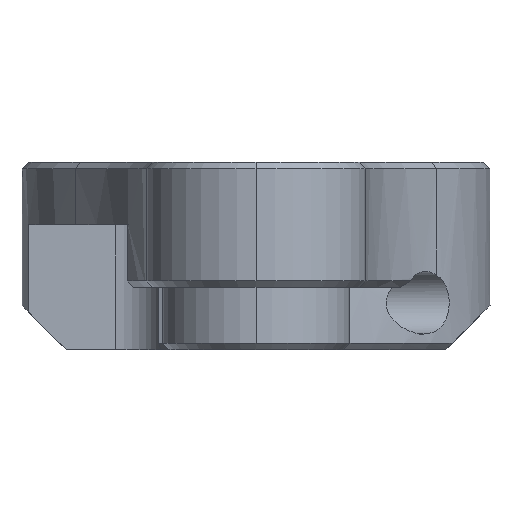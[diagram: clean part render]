
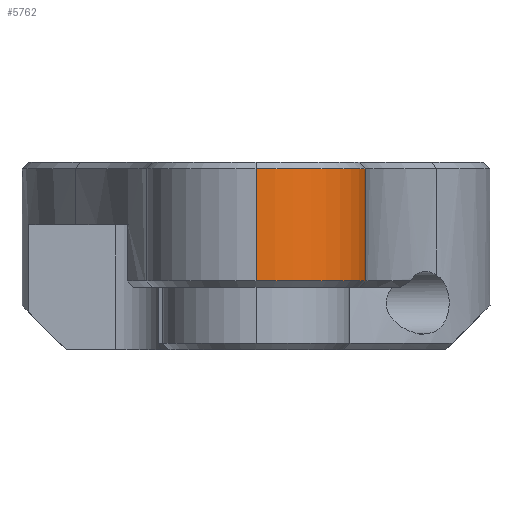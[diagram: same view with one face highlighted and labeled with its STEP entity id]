
A CAD part, left-side view. The second image highlights one B-rep face of the part: STEP entity #5762.
In plain terms, the highlighted cylindrical face has radius 3.5 mm (diameter 7 mm), a partial arc.
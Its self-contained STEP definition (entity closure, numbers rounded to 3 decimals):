
#16 = CARTESIAN_POINT ( 'NONE',  ( -27.5, 0., 2.2 ) ) ;
#17 = CARTESIAN_POINT ( 'NONE',  ( -24., -3.5, 6. ) ) ;
#27 = CARTESIAN_POINT ( 'NONE',  ( -24., -3.5, 2.2 ) ) ;
#91 = CARTESIAN_POINT ( 'NONE',  ( -24., 0., 6. ) ) ;
#709 = EDGE_CURVE ( 'NONE', #5758, #5829, #4085, .T. ) ;
#903 = ORIENTED_EDGE ( 'NONE', *, *, #5666, .T. ) ;
#1227 = DIRECTION ( 'NONE',  ( 0., 0., -1. ) ) ;
#1458 = DIRECTION ( 'NONE',  ( -1., 0., 0. ) ) ;
#1485 = FACE_OUTER_BOUND ( 'NONE', #3992, .T. ) ;
#1496 = AXIS2_PLACEMENT_3D ( 'NONE', #3091, #1227, #5818 ) ;
#1867 = DIRECTION ( 'NONE',  ( -1., 0., 0. ) ) ;
#1894 = CYLINDRICAL_SURFACE ( 'NONE', #4704, 3.5 ) ;
#2016 = VECTOR ( 'NONE', #2318, 1000. ) ;
#2318 = DIRECTION ( 'NONE',  ( 0., 0., -1. ) ) ;
#2769 = DIRECTION ( 'NONE',  ( 0., 0., 1. ) ) ;
#2877 = ORIENTED_EDGE ( 'NONE', *, *, #3317, .T. ) ;
#3091 = CARTESIAN_POINT ( 'NONE',  ( -24., 0., 5.8 ) ) ;
#3242 = CARTESIAN_POINT ( 'NONE',  ( -27.5, 0., 6. ) ) ;
#3306 = LINE ( 'NONE', #3242, #2016 ) ;
#3317 = EDGE_CURVE ( 'NONE', #5829, #5870, #3306, .T. ) ;
#3641 = CARTESIAN_POINT ( 'NONE',  ( -24., 0., 2.2 ) ) ;
#3731 = DIRECTION ( 'NONE',  ( 0., 0., -1. ) ) ;
#3750 = VECTOR ( 'NONE', #4583, 1000. ) ;
#3992 = EDGE_LOOP ( 'NONE', ( #4187, #2877, #903, #5913 ) ) ;
#4085 = CIRCLE ( 'NONE', #1496, 3.5 ) ;
#4187 = ORIENTED_EDGE ( 'NONE', *, *, #709, .T. ) ;
#4323 = AXIS2_PLACEMENT_3D ( 'NONE', #3641, #2769, #1867 ) ;
#4422 = CIRCLE ( 'NONE', #4323, 3.5 ) ;
#4583 = DIRECTION ( 'NONE',  ( 0., 0., -1. ) ) ;
#4704 = AXIS2_PLACEMENT_3D ( 'NONE', #91, #3731, #1458 ) ;
#4920 = EDGE_CURVE ( 'NONE', #5758, #5633, #5605, .T. ) ;
#5453 = CARTESIAN_POINT ( 'NONE',  ( -27.5, 0., 5.8 ) ) ;
#5605 = LINE ( 'NONE', #17, #3750 ) ;
#5615 = CARTESIAN_POINT ( 'NONE',  ( -24., -3.5, 5.8 ) ) ;
#5633 = VERTEX_POINT ( 'NONE', #27 ) ;
#5666 = EDGE_CURVE ( 'NONE', #5870, #5633, #4422, .T. ) ;
#5758 = VERTEX_POINT ( 'NONE', #5615 ) ;
#5762 = ADVANCED_FACE ( 'NONE', ( #1485 ), #1894, .T. ) ;
#5818 = DIRECTION ( 'NONE',  ( 1., 0., 0. ) ) ;
#5829 = VERTEX_POINT ( 'NONE', #5453 ) ;
#5870 = VERTEX_POINT ( 'NONE', #16 ) ;
#5913 = ORIENTED_EDGE ( 'NONE', *, *, #4920, .F. ) ;
